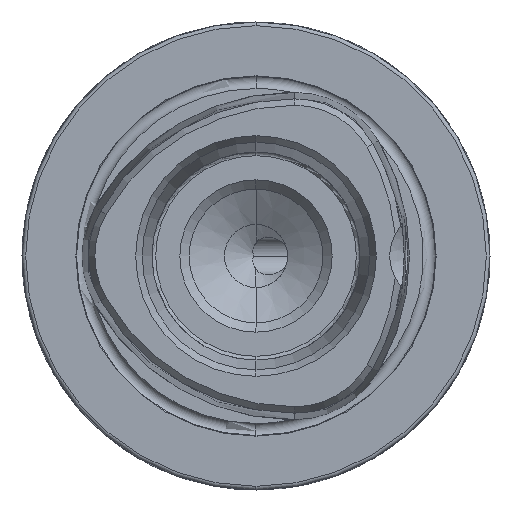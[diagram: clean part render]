
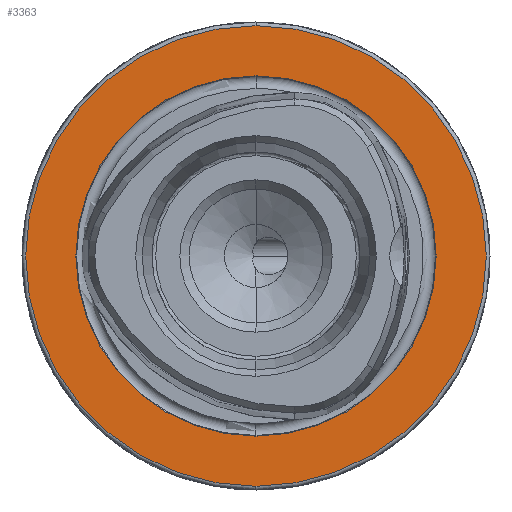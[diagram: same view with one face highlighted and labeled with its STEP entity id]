
A CAD part, left-side view. The second image highlights one B-rep face of the part: STEP entity #3363.
In plain terms, the highlighted planar face has unit normal (-1, 0, 0).
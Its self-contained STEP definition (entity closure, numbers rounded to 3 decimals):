
#232 = AXIS2_PLACEMENT_3D ( 'NONE', #6696, #1192, #1141 ) ;
#250 = AXIS2_PLACEMENT_3D ( 'NONE', #3282, #7616, #14214 ) ;
#398 = CIRCLE ( 'NONE', #831, 31. ) ;
#725 = CARTESIAN_POINT ( 'NONE',  ( 0., 0., -24.25 ) ) ;
#831 = AXIS2_PLACEMENT_3D ( 'NONE', #6999, #3535, #11308 ) ;
#1082 = DIRECTION ( 'NONE',  ( 0., 0., 1. ) ) ;
#1141 = DIRECTION ( 'NONE',  ( 0., 0., -1. ) ) ;
#1192 = DIRECTION ( 'NONE',  ( 1., 0., 0. ) ) ;
#2207 = CIRCLE ( 'NONE', #250, 24.25 ) ;
#2473 = CIRCLE ( 'NONE', #9463, 24.25 ) ;
#2886 = CARTESIAN_POINT ( 'NONE',  ( 0., 0., 0. ) ) ;
#3282 = CARTESIAN_POINT ( 'NONE',  ( 0., 0., 0. ) ) ;
#3363 = ADVANCED_FACE ( 'NONE', ( #4416, #12393 ), #13272, .F. ) ;
#3535 = DIRECTION ( 'NONE',  ( -1., 0., 0. ) ) ;
#4038 = EDGE_CURVE ( 'NONE', #10897, #6807, #2473, .T. ) ;
#4416 = FACE_BOUND ( 'NONE', #8180, .T. ) ;
#4983 = ORIENTED_EDGE ( 'NONE', *, *, #8405, .T. ) ;
#4999 = VERTEX_POINT ( 'NONE', #5431 ) ;
#5431 = CARTESIAN_POINT ( 'NONE',  ( 0., 0., -31. ) ) ;
#6250 = DIRECTION ( 'NONE',  ( 0., 0., 1. ) ) ;
#6259 = EDGE_CURVE ( 'NONE', #6807, #10897, #2207, .T. ) ;
#6266 = EDGE_CURVE ( 'NONE', #9825, #4999, #7794, .T. ) ;
#6696 = CARTESIAN_POINT ( 'NONE',  ( 0., 24.25, 0. ) ) ;
#6807 = VERTEX_POINT ( 'NONE', #12369 ) ;
#6999 = CARTESIAN_POINT ( 'NONE',  ( 0., 0., 0. ) ) ;
#7324 = ORIENTED_EDGE ( 'NONE', *, *, #6259, .F. ) ;
#7616 = DIRECTION ( 'NONE',  ( -1., 0., 0. ) ) ;
#7665 = ORIENTED_EDGE ( 'NONE', *, *, #4038, .F. ) ;
#7794 = CIRCLE ( 'NONE', #9485, 31. ) ;
#8180 = EDGE_LOOP ( 'NONE', ( #7324, #7665 ) ) ;
#8405 = EDGE_CURVE ( 'NONE', #4999, #9825, #398, .T. ) ;
#8676 = ORIENTED_EDGE ( 'NONE', *, *, #6266, .T. ) ;
#8964 = CARTESIAN_POINT ( 'NONE',  ( 0., 0., 31. ) ) ;
#9463 = AXIS2_PLACEMENT_3D ( 'NONE', #2886, #12869, #6250 ) ;
#9485 = AXIS2_PLACEMENT_3D ( 'NONE', #14357, #12039, #1082 ) ;
#9825 = VERTEX_POINT ( 'NONE', #8964 ) ;
#10897 = VERTEX_POINT ( 'NONE', #725 ) ;
#11308 = DIRECTION ( 'NONE',  ( 0., 0., 1. ) ) ;
#11982 = EDGE_LOOP ( 'NONE', ( #8676, #4983 ) ) ;
#12039 = DIRECTION ( 'NONE',  ( -1., 0., 0. ) ) ;
#12369 = CARTESIAN_POINT ( 'NONE',  ( 0., 0., 24.25 ) ) ;
#12393 = FACE_OUTER_BOUND ( 'NONE', #11982, .T. ) ;
#12869 = DIRECTION ( 'NONE',  ( -1., 0., 0. ) ) ;
#13272 = PLANE ( 'NONE',  #232 ) ;
#14214 = DIRECTION ( 'NONE',  ( 0., 0., 1. ) ) ;
#14357 = CARTESIAN_POINT ( 'NONE',  ( 0., 0., 0. ) ) ;
